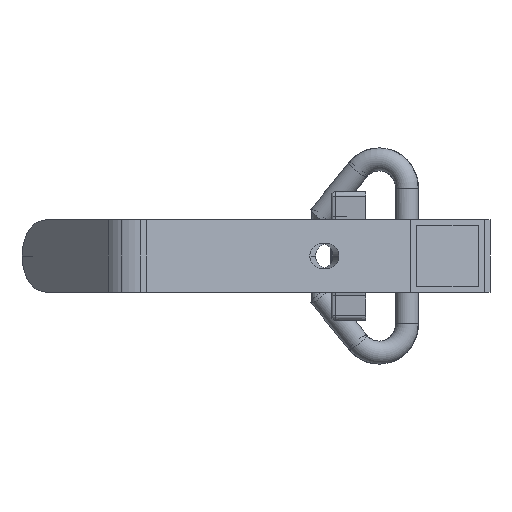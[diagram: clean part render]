
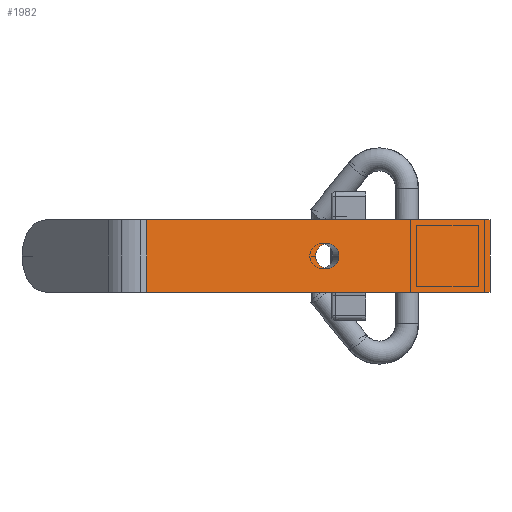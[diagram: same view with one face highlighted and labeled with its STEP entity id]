
A CAD part, left-side view. The second image highlights one B-rep face of the part: STEP entity #1982.
In plain terms, the highlighted face is planar.
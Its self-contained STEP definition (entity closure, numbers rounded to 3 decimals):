
#97 = ORIENTED_EDGE ( 'NONE', *, *, #6531, .T. ) ;
#286 = CARTESIAN_POINT ( 'NONE',  ( 0., 0., -60. ) ) ;
#309 = ORIENTED_EDGE ( 'NONE', *, *, #3840, .T. ) ;
#478 = DIRECTION ( 'NONE',  ( 0., 0., -1. ) ) ;
#593 = EDGE_CURVE ( 'NONE', #2728, #853, #3191, .T. ) ;
#853 = VERTEX_POINT ( 'NONE', #3154 ) ;
#1158 = VECTOR ( 'NONE', #1672, 1000. ) ;
#1463 = CARTESIAN_POINT ( 'NONE',  ( 12.5, 0., -126.598 ) ) ;
#1528 = CIRCLE ( 'NONE', #7568, 4.25 ) ;
#1672 = DIRECTION ( 'NONE',  ( -1., 0., 0. ) ) ;
#1717 = DIRECTION ( 'NONE',  ( 0., 0., 1. ) ) ;
#1808 = VECTOR ( 'NONE', #478, 1000. ) ;
#1809 = AXIS2_PLACEMENT_3D ( 'NONE', #2630, #1906, #1999 ) ;
#1877 = PLANE ( 'NONE',  #1809 ) ;
#1906 = DIRECTION ( 'NONE',  ( 0., 1., 0. ) ) ;
#1982 = ADVANCED_FACE ( 'NONE', ( #3790, #2253 ), #1877, .F. ) ;
#1999 = DIRECTION ( 'NONE',  ( 0., 0., 1. ) ) ;
#2253 = FACE_OUTER_BOUND ( 'NONE', #8371, .T. ) ;
#2536 = CARTESIAN_POINT ( 'NONE',  ( 0., 0., -60. ) ) ;
#2563 = DIRECTION ( 'NONE',  ( 0., 1., 0. ) ) ;
#2594 = DIRECTION ( 'NONE',  ( -1., 0., 0. ) ) ;
#2630 = CARTESIAN_POINT ( 'NONE',  ( 12.5, 0., 0. ) ) ;
#2668 = LINE ( 'NONE', #8166, #4624 ) ;
#2728 = VERTEX_POINT ( 'NONE', #1463 ) ;
#2804 = ORIENTED_EDGE ( 'NONE', *, *, #6289, .T. ) ;
#3154 = CARTESIAN_POINT ( 'NONE',  ( -12.5, 0., -126.598 ) ) ;
#3191 = LINE ( 'NONE', #5591, #1158 ) ;
#3334 = AXIS2_PLACEMENT_3D ( 'NONE', #286, #5016, #1717 ) ;
#3729 = CARTESIAN_POINT ( 'NONE',  ( 12.5, 0., 0. ) ) ;
#3768 = DIRECTION ( 'NONE',  ( 0., 0., -1. ) ) ;
#3790 = FACE_BOUND ( 'NONE', #7233, .T. ) ;
#3840 = EDGE_CURVE ( 'NONE', #6332, #853, #2668, .T. ) ;
#4225 = VERTEX_POINT ( 'NONE', #7515 ) ;
#4308 = CARTESIAN_POINT ( 'NONE',  ( -12.5, 0., 0. ) ) ;
#4520 = DIRECTION ( 'NONE',  ( 0., 0., 1. ) ) ;
#4624 = VECTOR ( 'NONE', #3768, 1000. ) ;
#5009 = VERTEX_POINT ( 'NONE', #7506 ) ;
#5016 = DIRECTION ( 'NONE',  ( 0., 1., 0. ) ) ;
#5565 = ORIENTED_EDGE ( 'NONE', *, *, #593, .F. ) ;
#5591 = CARTESIAN_POINT ( 'NONE',  ( 12.5, 0., -126.598 ) ) ;
#5768 = CARTESIAN_POINT ( 'NONE',  ( 12.5, 0., 0. ) ) ;
#6030 = VECTOR ( 'NONE', #2594, 1000. ) ;
#6191 = ORIENTED_EDGE ( 'NONE', *, *, #6958, .F. ) ;
#6289 = EDGE_CURVE ( 'NONE', #7129, #4225, #7467, .T. ) ;
#6332 = VERTEX_POINT ( 'NONE', #4308 ) ;
#6419 = CARTESIAN_POINT ( 'NONE',  ( 0., 0., -64.25 ) ) ;
#6517 = EDGE_CURVE ( 'NONE', #5009, #6332, #7777, .T. ) ;
#6531 = EDGE_CURVE ( 'NONE', #4225, #7129, #1528, .T. ) ;
#6749 = LINE ( 'NONE', #3729, #1808 ) ;
#6958 = EDGE_CURVE ( 'NONE', #5009, #2728, #6749, .T. ) ;
#7129 = VERTEX_POINT ( 'NONE', #6419 ) ;
#7233 = EDGE_LOOP ( 'NONE', ( #97, #2804 ) ) ;
#7299 = ORIENTED_EDGE ( 'NONE', *, *, #6517, .T. ) ;
#7467 = CIRCLE ( 'NONE', #3334, 4.25 ) ;
#7506 = CARTESIAN_POINT ( 'NONE',  ( 12.5, 0., 0. ) ) ;
#7515 = CARTESIAN_POINT ( 'NONE',  ( 0., 0., -55.75 ) ) ;
#7568 = AXIS2_PLACEMENT_3D ( 'NONE', #2536, #2563, #4520 ) ;
#7777 = LINE ( 'NONE', #5768, #6030 ) ;
#8166 = CARTESIAN_POINT ( 'NONE',  ( -12.5, 0., 0. ) ) ;
#8371 = EDGE_LOOP ( 'NONE', ( #5565, #6191, #7299, #309 ) ) ;
